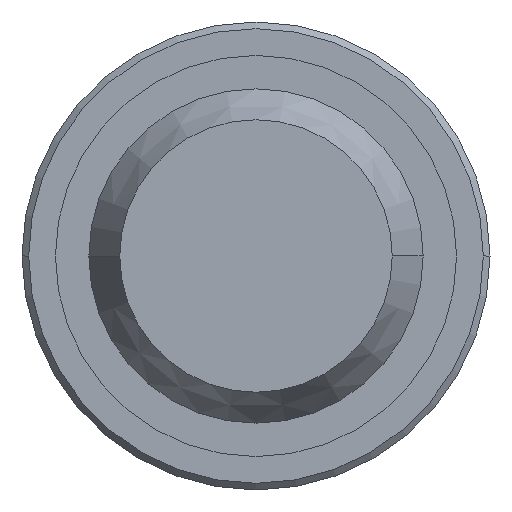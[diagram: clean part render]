
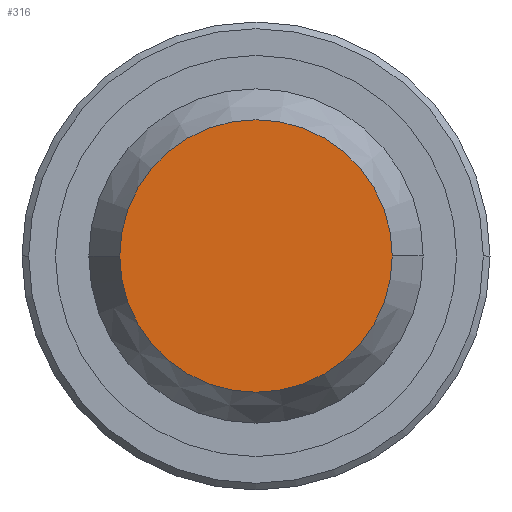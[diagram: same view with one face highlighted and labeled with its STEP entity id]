
A CAD part, front view. The second image highlights one B-rep face of the part: STEP entity #316.
In plain terms, the highlighted planar face has unit normal (0, -1, 0).
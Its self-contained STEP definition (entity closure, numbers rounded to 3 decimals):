
#46 = CARTESIAN_POINT ( 'NONE',  ( 2.038, -27., 0. ) ) ;
#120 = DIRECTION ( 'NONE',  ( -1., 0., 0. ) ) ;
#150 = FACE_OUTER_BOUND ( 'NONE', #1269, .T. ) ;
#157 = DIRECTION ( 'NONE',  ( -1., 0., 0. ) ) ;
#247 = ORIENTED_EDGE ( 'NONE', *, *, #1168, .F. ) ;
#287 = AXIS2_PLACEMENT_3D ( 'NONE', #1209, #1219, #157 ) ;
#316 = ADVANCED_FACE ( 'NONE', ( #150 ), #507, .F. ) ;
#507 = PLANE ( 'NONE',  #921 ) ;
#741 = CARTESIAN_POINT ( 'NONE',  ( 0., -27., 0. ) ) ;
#744 = AXIS2_PLACEMENT_3D ( 'NONE', #741, #1063, #1190 ) ;
#795 = CARTESIAN_POINT ( 'NONE',  ( -2.038, -27., 0. ) ) ;
#921 = AXIS2_PLACEMENT_3D ( 'NONE', #1285, #1076, #120 ) ;
#940 = EDGE_CURVE ( 'NONE', #1081, #944, #1120, .T. ) ;
#944 = VERTEX_POINT ( 'NONE', #46 ) ;
#1063 = DIRECTION ( 'NONE',  ( 0., 1., 0. ) ) ;
#1076 = DIRECTION ( 'NONE',  ( 0., 1., 0. ) ) ;
#1081 = VERTEX_POINT ( 'NONE', #795 ) ;
#1120 = CIRCLE ( 'NONE', #287, 2.038 ) ;
#1168 = EDGE_CURVE ( 'NONE', #944, #1081, #1221, .T. ) ;
#1190 = DIRECTION ( 'NONE',  ( -1., 0., 0. ) ) ;
#1209 = CARTESIAN_POINT ( 'NONE',  ( 0., -27., 0. ) ) ;
#1219 = DIRECTION ( 'NONE',  ( 0., 1., 0. ) ) ;
#1221 = CIRCLE ( 'NONE', #744, 2.038 ) ;
#1226 = ORIENTED_EDGE ( 'NONE', *, *, #940, .F. ) ;
#1269 = EDGE_LOOP ( 'NONE', ( #1226, #247 ) ) ;
#1285 = CARTESIAN_POINT ( 'NONE',  ( 2.038, -27., 0. ) ) ;
